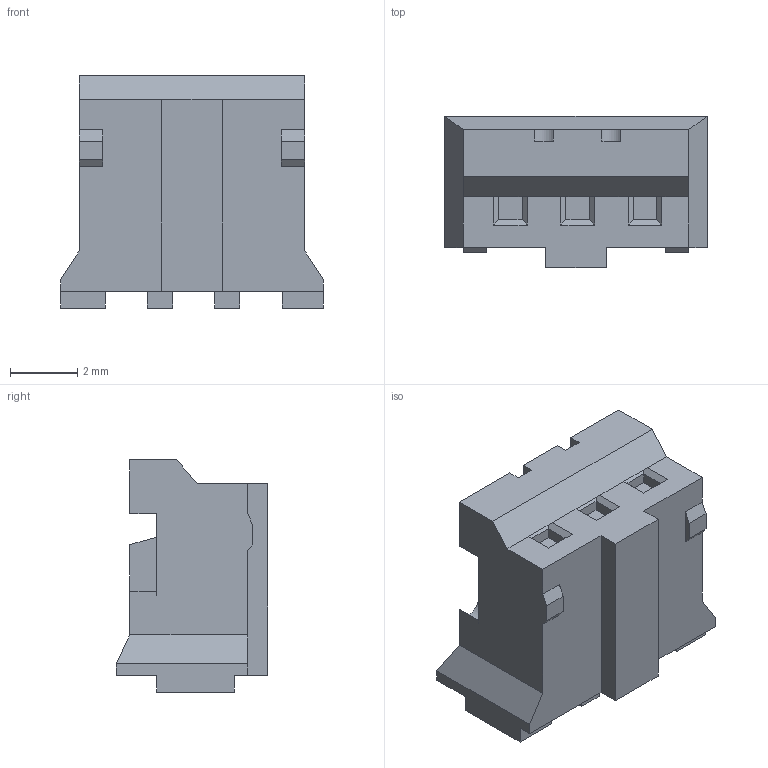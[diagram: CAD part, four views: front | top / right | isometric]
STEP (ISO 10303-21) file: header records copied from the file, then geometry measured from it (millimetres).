
FILE_DESCRIPTION(('STEP AP242'),'1');
FILE_NAME('440129-3.stp','2021-07-28T03:53:11',('TraceParts'),('TraceParts S.A.'),'Spatial InterOp 3D',' ',' ');
FILE_SCHEMA(('AP242_MANAGED_MODEL_BASED_3D_ENGINEERING_MIM_LF {1 0 10303 442 1 1 4}'));
Length unit declared in the file: millimetre
Products named in the file (1): 440129-3
Bounding box: 7.8 x 4.5 x 6.9 mm (x, y, z)
Volume: 120.2 mm3; surface area: 304.8 mm2
Topology: 1 solids, 1 shells, 180 faces, 488 edges, 310 vertices
Faces by surface type: plane 176, cylinder 4
Entity records: 5513 total; most frequent: CARTESIAN_POINT 979, ORIENTED_EDGE 976, DIRECTION 864, EDGE_CURVE 488, LINE 474, VECTOR 474, VERTEX_POINT 310, AXIS2_PLACEMENT_3D 195
